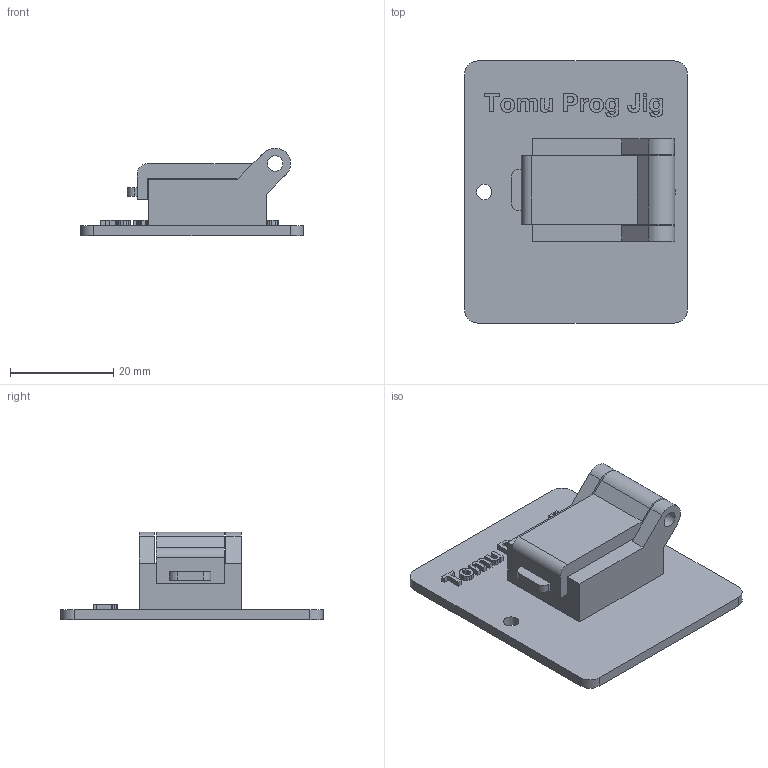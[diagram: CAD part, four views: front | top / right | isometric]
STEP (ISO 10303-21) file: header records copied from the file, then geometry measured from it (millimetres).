
FILE_DESCRIPTION(/* description */ (''),/* implementation_level */ '2;1');
FILE_NAME(/* name */ 'tomu-programming-jig v21.step',/* time_stamp */ '2018-11-19T15:24:20-08:00',/* author */ ('todbot'),/* organization */ (''),/* preprocessor_version */ 'ST-DEVELOPER v17.2',/* originating_system */ 'Autodesk Translation Framework v7.6.0.251',/* authorisation */ '');
FILE_SCHEMA (('AUTOMOTIVE_DESIGN { 1 0 10303 214 3 1 1 }'));
Length unit declared in the file: millimetre
Products named in the file (2): tomu-programming-jig; jig
Assembly tree (1 placements, depth 2):
  tomu-programming-jig
    jig
Bounding box: 43.18 x 50.8 x 16.99 mm (x, y, z)
Volume: 9734 mm3; surface area: 7600.8 mm2
Topology: 2 solids, 2 shells, 386 faces, 1080 edges, 722 vertices
Faces by surface type: bspline 225, plane 134, cylinder 25, torus 2
Full cylindrical faces by diameter (mm): 2 x6, 3 x5
Entity records: 15932 total; most frequent: CARTESIAN_POINT 7382, ORIENTED_EDGE 2160, EDGE_CURVE 1080, DIRECTION 1032, VERTEX_POINT 722, LINE 564, VECTOR 564, B_SPLINE_CURVE_WITH_KNOTS 446
